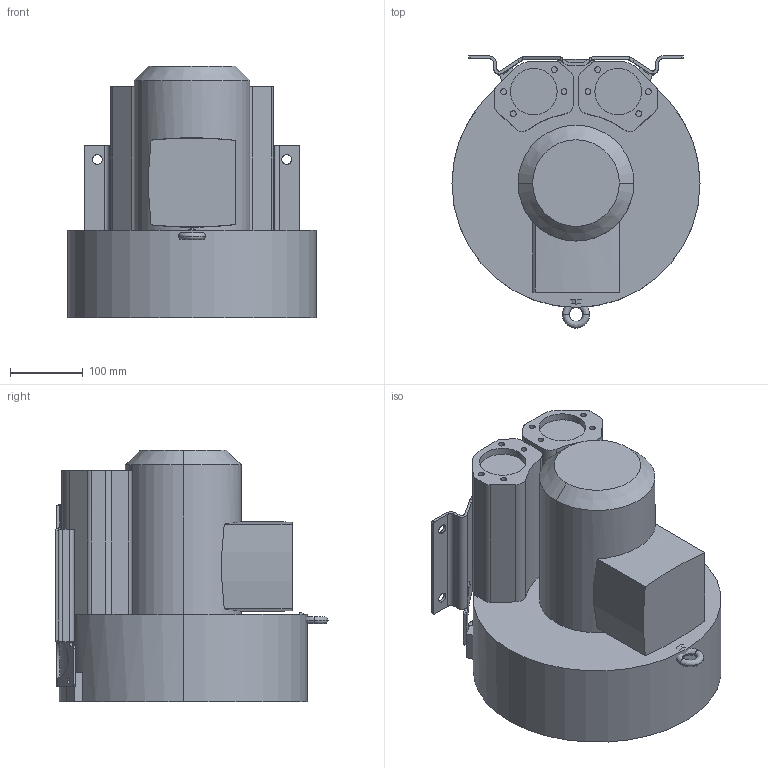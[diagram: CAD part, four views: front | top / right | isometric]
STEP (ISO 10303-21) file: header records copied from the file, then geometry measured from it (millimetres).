
FILE_DESCRIPTION (( 'STEP AP203' ), '1' );
FILE_NAME ('2RB530-1AQ16.STEP', '2025-04-25T08:48:25', ( '' ), ( '' ), 'SwSTEP 2.0', 'SolidWorks 2021', '' );
FILE_SCHEMA (( 'CONFIG_CONTROL_DESIGN' ));
Length unit declared in the file: millimetre
Products named in the file (1): 2RB530-1AQ16
Bounding box: 340.7 x 373.92 x 345.5 mm (x, y, z)
Volume: 19726712.8 mm3; surface area: 724889.6 mm2
Topology: 3 solids, 3 shells, 247 faces, 693 edges, 466 vertices
Faces by surface type: cylinder 118, plane 102, bspline 18, cone 9
Entity records: 12345 total; most frequent: CARTESIAN_POINT 6230, ORIENTED_EDGE 1386, DIRECTION 1053, EDGE_CURVE 693, VERTEX_POINT 466, AXIS2_PLACEMENT_3D 370, LINE 313, VECTOR 313
